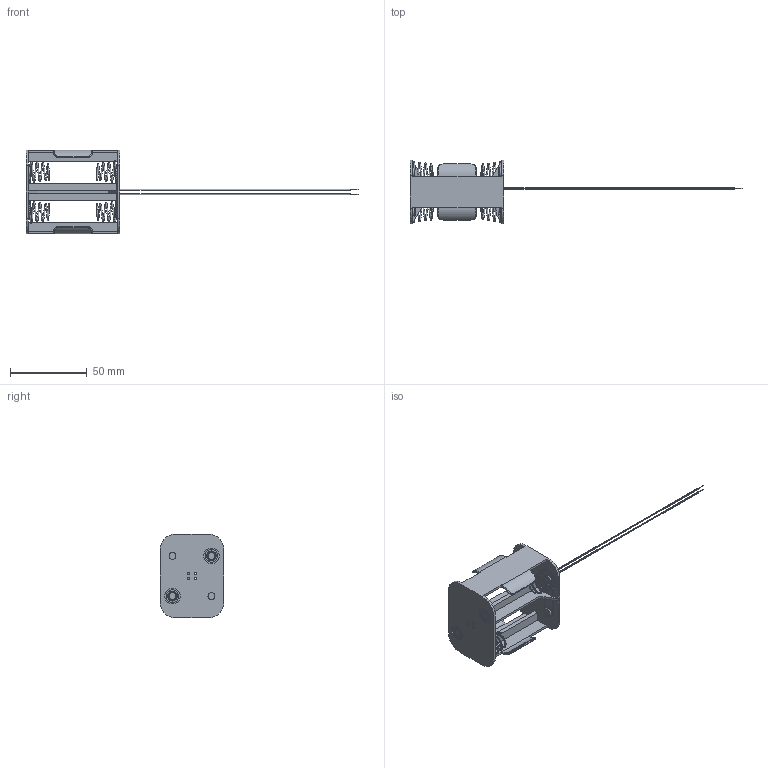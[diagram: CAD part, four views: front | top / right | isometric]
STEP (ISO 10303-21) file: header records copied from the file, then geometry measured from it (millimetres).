
FILE_DESCRIPTION (( 'STEP AP214' ), '1' );
FILE_NAME ('BH22CW.STEP', '2019-12-03T13:57:30', ( '' ), ( '' ), 'SwSTEP 2.0', 'SolidWorks 2017', '' );
FILE_SCHEMA (( 'AUTOMOTIVE_DESIGN' ));
Length unit declared in the file: millimetre
Products named in the file (1): BH22CW
Bounding box: 216.19 x 41.48 x 54.58 mm (x, y, z)
Volume: 18211.3 mm3; surface area: 26272.7 mm2
Topology: 16 solids, 16 shells, 420 faces, 996 edges, 625 vertices
Faces by surface type: cylinder 177, plane 143, torus 76, bspline 24
Entity records: 20403 total; most frequent: CARTESIAN_POINT 10266, DIRECTION 2220, ORIENTED_EDGE 1992, EDGE_CURVE 996, AXIS2_PLACEMENT_3D 907, VERTEX_POINT 625, CIRCLE 510, EDGE_LOOP 481
